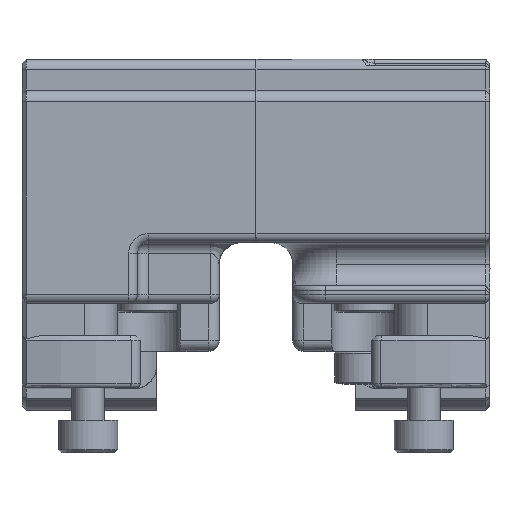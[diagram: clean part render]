
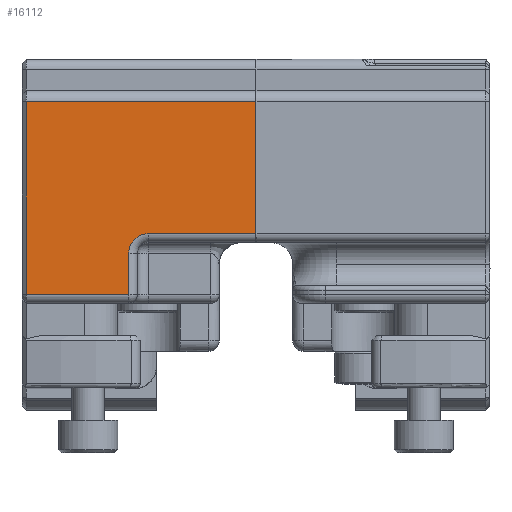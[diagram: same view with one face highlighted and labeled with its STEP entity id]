
A CAD part, top view. The second image highlights one B-rep face of the part: STEP entity #16112.
In plain terms, the highlighted planar face has unit normal (0, 0, 1).
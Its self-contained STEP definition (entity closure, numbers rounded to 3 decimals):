
#1325=FACE_OUTER_BOUND('',#2312,.T.);
#2312=EDGE_LOOP('',(#11570,#11571,#11572,#11573,#11574,#11575,#11576));
#3257=LINE('',#23945,#4618);
#3577=LINE('',#24817,#4938);
#3578=LINE('',#24822,#4939);
#3580=LINE('',#24831,#4941);
#3581=LINE('',#24833,#4942);
#3582=LINE('',#24835,#4943);
#4618=VECTOR('',#19178,10.);
#4938=VECTOR('',#19924,10.);
#4939=VECTOR('',#19931,10.);
#4941=VECTOR('',#19941,10.);
#4942=VECTOR('',#19942,10.);
#4943=VECTOR('',#19943,10.);
#6018=CIRCLE('',#17524,1.8);
#6660=VERTEX_POINT('',#23933);
#6665=VERTEX_POINT('',#23943);
#6928=VERTEX_POINT('',#24816);
#6929=VERTEX_POINT('',#24820);
#6932=VERTEX_POINT('',#24830);
#6933=VERTEX_POINT('',#24832);
#6934=VERTEX_POINT('',#24834);
#8240=EDGE_CURVE('',#6660,#6665,#3257,.T.);
#8647=EDGE_CURVE('',#6660,#6928,#3577,.T.);
#8650=EDGE_CURVE('',#6929,#6665,#3578,.T.);
#8654=EDGE_CURVE('',#6932,#6929,#3580,.T.);
#8655=EDGE_CURVE('',#6933,#6932,#3581,.T.);
#8656=EDGE_CURVE('',#6934,#6933,#3582,.T.);
#8657=EDGE_CURVE('',#6928,#6934,#6018,.T.);
#11570=ORIENTED_EDGE('',*,*,#8240,.T.);
#11571=ORIENTED_EDGE('',*,*,#8650,.F.);
#11572=ORIENTED_EDGE('',*,*,#8654,.F.);
#11573=ORIENTED_EDGE('',*,*,#8655,.F.);
#11574=ORIENTED_EDGE('',*,*,#8656,.F.);
#11575=ORIENTED_EDGE('',*,*,#8657,.F.);
#11576=ORIENTED_EDGE('',*,*,#8647,.F.);
#15562=PLANE('',#17523);
#16112=ADVANCED_FACE('',(#1325),#15562,.F.);
#17523=AXIS2_PLACEMENT_3D('',#24829,#19939,#19940);
#17524=AXIS2_PLACEMENT_3D('',#24836,#19944,#19945);
#19178=DIRECTION('',(-1.,0.,0.));
#19924=DIRECTION('',(0.,-1.,0.));
#19931=DIRECTION('',(0.,1.,0.));
#19939=DIRECTION('center_axis',(0.,0.,
-1.));
#19940=DIRECTION('ref_axis',(-1.,0.,0.));
#19941=DIRECTION('',(-1.,0.,0.));
#19942=DIRECTION('',(0.,-1.,0.));
#19943=DIRECTION('',(1.,0.,0.));
#19944=DIRECTION('center_axis',(0.,0.,
1.));
#19945=DIRECTION('ref_axis',(-0.707,-0.707,0.));
#23933=CARTESIAN_POINT('',(-59.629,128.542,40.967));
#23943=CARTESIAN_POINT('',(-71.829,128.542,40.967));
#23945=CARTESIAN_POINT('',(-56.679,128.542,40.967));
#24816=CARTESIAN_POINT('',(-59.629,118.592,40.967));
#24817=CARTESIAN_POINT('',(-59.629,129.842,40.967));
#24820=CARTESIAN_POINT('',(-71.829,107.342,40.967));
#24822=CARTESIAN_POINT('',(-71.829,118.542,40.967));
#24829=CARTESIAN_POINT('Origin',(-53.729,108.542,40.967));
#24830=CARTESIAN_POINT('',(-54.029,107.342,40.967));
#24831=CARTESIAN_POINT('',(-51.029,107.342,40.967));
#24832=CARTESIAN_POINT('',(-54.029,116.792,40.967));
#24833=CARTESIAN_POINT('',(-54.029,123.442,40.967));
#24834=CARTESIAN_POINT('',(-57.829,116.792,40.967));
#24835=CARTESIAN_POINT('',(-56.179,116.792,40.967));
#24836=CARTESIAN_POINT('Origin',(-57.829,118.592,40.967));
